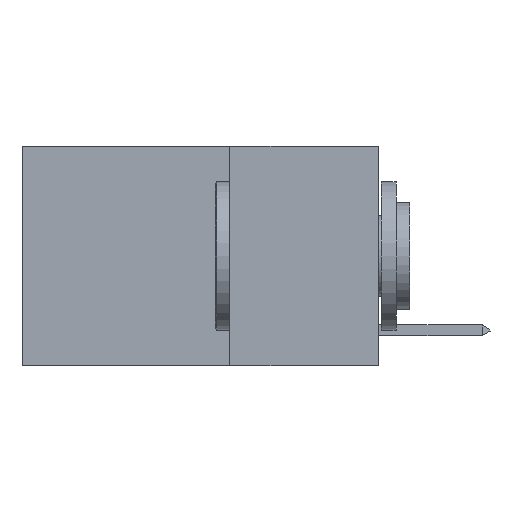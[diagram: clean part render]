
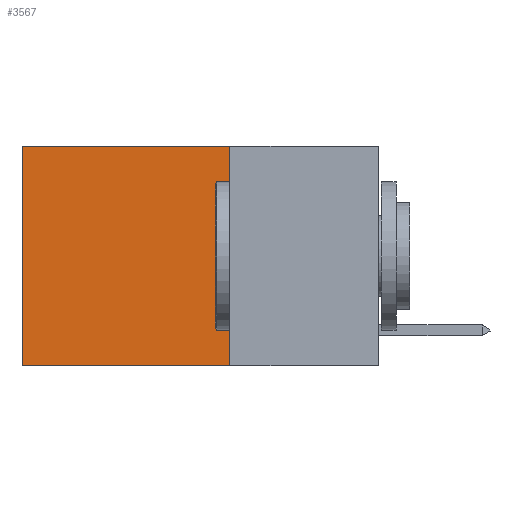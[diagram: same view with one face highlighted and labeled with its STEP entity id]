
A CAD part, left-side view. The second image highlights one B-rep face of the part: STEP entity #3567.
In plain terms, the highlighted planar face has unit normal (-1, 0, 0).
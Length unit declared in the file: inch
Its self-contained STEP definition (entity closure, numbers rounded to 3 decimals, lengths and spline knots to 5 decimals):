
#541 = CARTESIAN_POINT ( 'NONE',  ( 0.2625, 0.25, -0.37 ) ) ;
#879 = EDGE_CURVE ( 'NONE', #1868, #8510, #13371, .T. ) ;
#1004 = CARTESIAN_POINT ( 'NONE',  ( 0.2625, 0.25, 0. ) ) ;
#1391 = DIRECTION ( 'NONE',  ( 0., 0., -1. ) ) ;
#1686 = DIRECTION ( 'NONE',  ( 0., 1., 0. ) ) ;
#1687 = LINE ( 'NONE', #5182, #12572 ) ;
#1868 = VERTEX_POINT ( 'NONE', #6682 ) ;
#2235 = LINE ( 'NONE', #7048, #7894 ) ;
#2281 = FACE_OUTER_BOUND ( 'NONE', #10743, .T. ) ;
#2550 = CARTESIAN_POINT ( 'NONE',  ( 0.2625, 0.25, 0. ) ) ;
#3567 = ADVANCED_FACE ( 'NONE', ( #2281 ), #8868, .F. ) ;
#3998 = ORIENTED_EDGE ( 'NONE', *, *, #879, .F. ) ;
#4112 = VERTEX_POINT ( 'NONE', #12980 ) ;
#4561 = EDGE_CURVE ( 'NONE', #4112, #9284, #2235, .T. ) ;
#4800 = ORIENTED_EDGE ( 'NONE', *, *, #4561, .T. ) ;
#5128 = EDGE_CURVE ( 'NONE', #8510, #9284, #8844, .T. ) ;
#5182 = CARTESIAN_POINT ( 'NONE',  ( 0.2625, 0.25, 0. ) ) ;
#5673 = CARTESIAN_POINT ( 'NONE',  ( 0.2625, 0.25, -0.37 ) ) ;
#5843 = DIRECTION ( 'NONE',  ( 1., 0., 0. ) ) ;
#6135 = VECTOR ( 'NONE', #1686, 39.37008 ) ;
#6682 = CARTESIAN_POINT ( 'NONE',  ( 0.2625, 0.25, 0. ) ) ;
#7048 = CARTESIAN_POINT ( 'NONE',  ( 0.2625, 0.6, 0. ) ) ;
#7568 = CARTESIAN_POINT ( 'NONE',  ( 0.2625, 0.6, -0.37 ) ) ;
#7894 = VECTOR ( 'NONE', #8042, 39.37008 ) ;
#8042 = DIRECTION ( 'NONE',  ( 0., 0., -1. ) ) ;
#8331 = ORIENTED_EDGE ( 'NONE', *, *, #5128, .F. ) ;
#8510 = VERTEX_POINT ( 'NONE', #5673 ) ;
#8844 = LINE ( 'NONE', #541, #6135 ) ;
#8868 = PLANE ( 'NONE',  #10443 ) ;
#9284 = VERTEX_POINT ( 'NONE', #7568 ) ;
#10443 = AXIS2_PLACEMENT_3D ( 'NONE', #2550, #5843, #13048 ) ;
#10743 = EDGE_LOOP ( 'NONE', ( #4800, #8331, #3998, #12579 ) ) ;
#12572 = VECTOR ( 'NONE', #13436, 39.37008 ) ;
#12579 = ORIENTED_EDGE ( 'NONE', *, *, #13424, .T. ) ;
#12980 = CARTESIAN_POINT ( 'NONE',  ( 0.2625, 0.6, 0. ) ) ;
#13048 = DIRECTION ( 'NONE',  ( 0., 0., -1. ) ) ;
#13051 = VECTOR ( 'NONE', #1391, 39.37008 ) ;
#13371 = LINE ( 'NONE', #1004, #13051 ) ;
#13424 = EDGE_CURVE ( 'NONE', #1868, #4112, #1687, .T. ) ;
#13436 = DIRECTION ( 'NONE',  ( 0., 1., 0. ) ) ;
